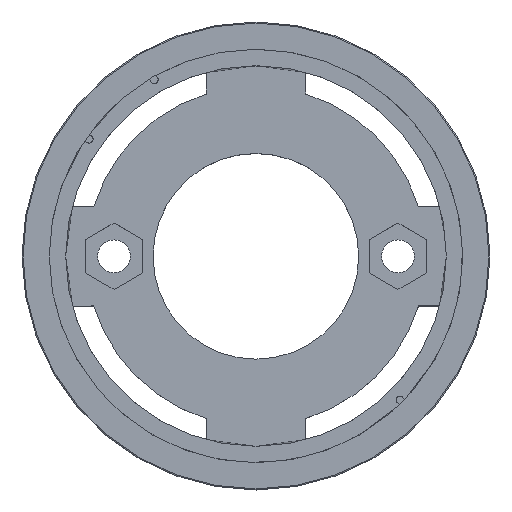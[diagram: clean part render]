
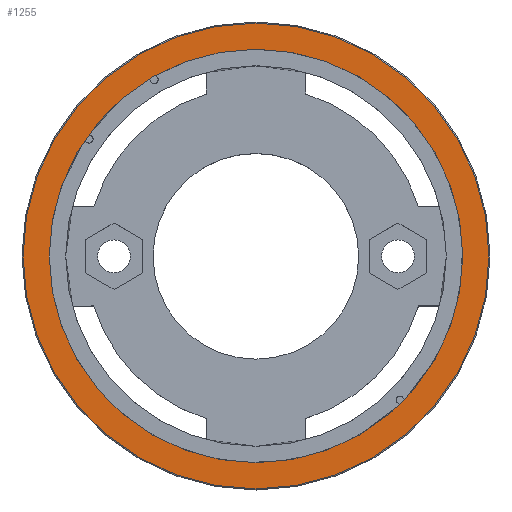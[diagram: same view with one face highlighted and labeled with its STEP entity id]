
A CAD part, top view. The second image highlights one B-rep face of the part: STEP entity #1255.
In plain terms, the highlighted planar face has unit normal (0, 0, 1).
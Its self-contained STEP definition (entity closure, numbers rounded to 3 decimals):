
#42=FACE_BOUND('',#424,.T.);
#53=PLANE('',#1338);
#360=FACE_OUTER_BOUND('',#423,.T.);
#423=EDGE_LOOP('',(#878));
#424=EDGE_LOOP('',(#879));
#495=CIRCLE('',#1332,22.65);
#500=CIRCLE('',#1339,20.1);
#548=VERTEX_POINT('',#1806);
#552=VERTEX_POINT('',#1818);
#676=EDGE_CURVE('',#548,#548,#495,.T.);
#682=EDGE_CURVE('',#552,#552,#500,.T.);
#878=ORIENTED_EDGE('',*,*,#676,.F.);
#879=ORIENTED_EDGE('',*,*,#682,.F.);
#1255=ADVANCED_FACE('',(#360,#42),#53,.T.);
#1332=AXIS2_PLACEMENT_3D('',#1807,#1452,#1453);
#1338=AXIS2_PLACEMENT_3D('',#1817,#1465,#1466);
#1339=AXIS2_PLACEMENT_3D('',#1819,#1467,#1468);
#1452=DIRECTION('center_axis',(0.,0.,
-1.));
#1453=DIRECTION('ref_axis',(-1.,0.,0.));
#1465=DIRECTION('center_axis',(0.,0.,
1.));
#1466=DIRECTION('ref_axis',(1.,0.,0.));
#1467=DIRECTION('center_axis',(0.,0.,
1.));
#1468=DIRECTION('ref_axis',(1.,0.,0.));
#1806=CARTESIAN_POINT('',(-22.62,-24.652,27.378));
#1807=CARTESIAN_POINT('Origin',(0.03,-24.652,27.378));
#1817=CARTESIAN_POINT('Origin',(0.03,-24.652,27.378));
#1818=CARTESIAN_POINT('',(-20.07,-24.652,27.378));
#1819=CARTESIAN_POINT('Origin',(0.03,-24.652,27.378));
